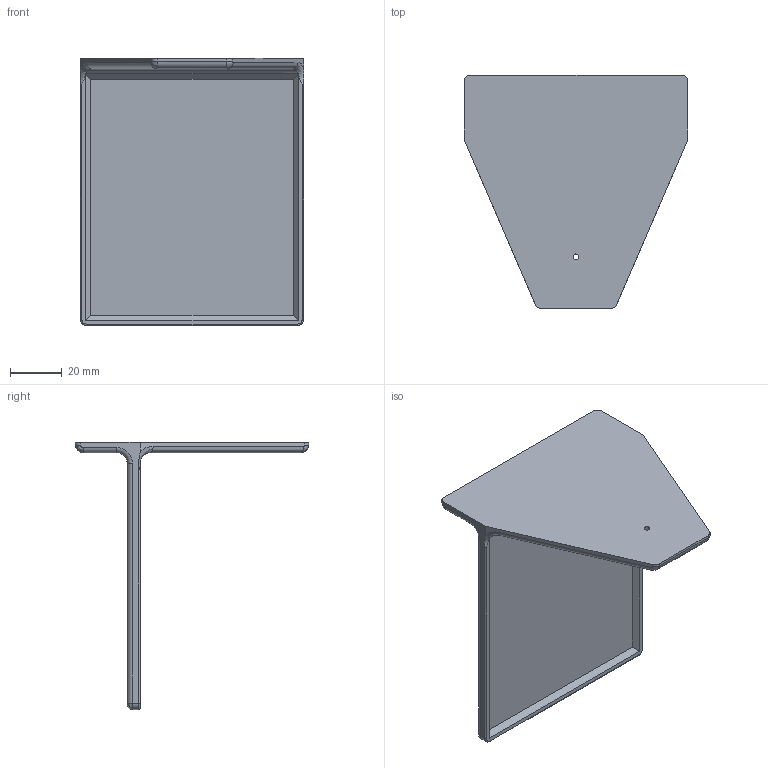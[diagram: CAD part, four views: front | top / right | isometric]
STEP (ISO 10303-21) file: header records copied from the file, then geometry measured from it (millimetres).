
FILE_DESCRIPTION(/* description */ (''),/* implementation_level */ '2;1');
FILE_NAME(/* name */ 'painting shelf v1.stp',/* time_stamp */ '2025-09-12T00:18:31+02:00',/* author */ (''),/* organization */ (''),/* preprocessor_version */ 'ST-DEVELOPER v20.1',/* originating_system */ 'Autodesk Translation Framework v14.10.0.0',/* authorisation */ '');
FILE_SCHEMA (('AUTOMOTIVE_DESIGN { 1 0 10303 214 3 1 1 }'));
Length unit declared in the file: millimetre
Products named in the file (1): painting shelf
Bounding box: 86 x 90 x 103 mm (x, y, z)
Volume: 51193.6 mm3; surface area: 30485.3 mm2
Topology: 1 solids, 1 shells, 55 faces, 133 edges, 80 vertices
Faces by surface type: cylinder 23, plane 20, bspline 8, torus 4
Full cylindrical faces by diameter (mm): 2.2 x1
Entity records: 1892 total; most frequent: CARTESIAN_POINT 577, DIRECTION 275, ORIENTED_EDGE 266, EDGE_CURVE 133, AXIS2_PLACEMENT_3D 104, VERTEX_POINT 80, LINE 67, VECTOR 67
